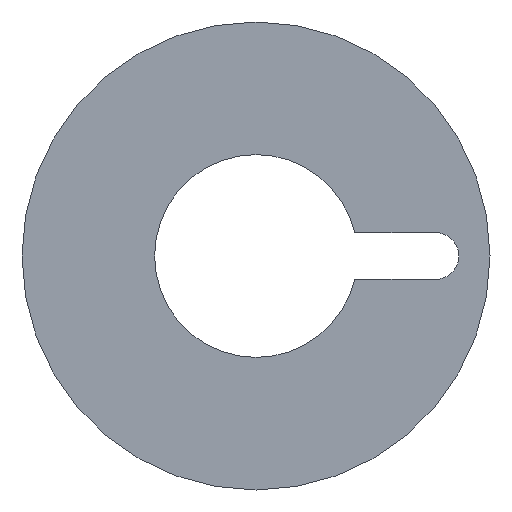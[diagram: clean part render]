
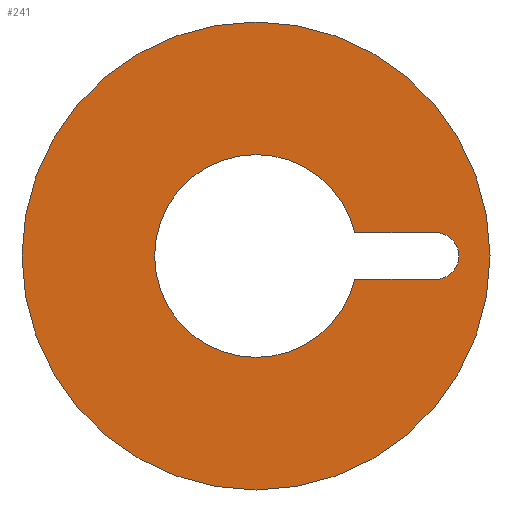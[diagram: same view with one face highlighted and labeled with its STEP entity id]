
A CAD part, front view. The second image highlights one B-rep face of the part: STEP entity #241.
In plain terms, the highlighted planar face has unit normal (0, -1, 0).
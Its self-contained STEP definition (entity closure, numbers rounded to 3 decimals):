
#4 = CARTESIAN_POINT ( 'NONE',  ( 0., 0., 6.5 ) ) ;
#7 = CARTESIAN_POINT ( 'NONE',  ( 6.325, 0., 1.5 ) ) ;
#13 = DIRECTION ( 'NONE',  ( 0., 0., 1. ) ) ;
#16 = VERTEX_POINT ( 'NONE', #274 ) ;
#17 = DIRECTION ( 'NONE',  ( 0., 1., 0. ) ) ;
#22 = CIRCLE ( 'NONE', #44, 6.5 ) ;
#26 = VERTEX_POINT ( 'NONE', #131 ) ;
#27 = ORIENTED_EDGE ( 'NONE', *, *, #139, .T. ) ;
#33 = CIRCLE ( 'NONE', #266, 1.5 ) ;
#39 = DIRECTION ( 'NONE',  ( 0., 0., 1. ) ) ;
#41 = CARTESIAN_POINT ( 'NONE',  ( 0., 0., 0. ) ) ;
#44 = AXIS2_PLACEMENT_3D ( 'NONE', #86, #164, #13 ) ;
#45 = CARTESIAN_POINT ( 'NONE',  ( 0., 0., 0. ) ) ;
#46 = VERTEX_POINT ( 'NONE', #345 ) ;
#48 = DIRECTION ( 'NONE',  ( 0., 1., 0. ) ) ;
#49 = ORIENTED_EDGE ( 'NONE', *, *, #292, .T. ) ;
#52 = ORIENTED_EDGE ( 'NONE', *, *, #286, .T. ) ;
#54 = CARTESIAN_POINT ( 'NONE',  ( 11.5, 0., 0. ) ) ;
#60 = CIRCLE ( 'NONE', #242, 15. ) ;
#81 = DIRECTION ( 'NONE',  ( 0., 0., 1. ) ) ;
#85 = ORIENTED_EDGE ( 'NONE', *, *, #168, .F. ) ;
#86 = CARTESIAN_POINT ( 'NONE',  ( 0., 0., 0. ) ) ;
#89 = EDGE_LOOP ( 'NONE', ( #382, #85 ) ) ;
#92 = AXIS2_PLACEMENT_3D ( 'NONE', #104, #223, #81 ) ;
#104 = CARTESIAN_POINT ( 'NONE',  ( 0., 0., 0. ) ) ;
#107 = LINE ( 'NONE', #278, #137 ) ;
#119 = ORIENTED_EDGE ( 'NONE', *, *, #252, .T. ) ;
#131 = CARTESIAN_POINT ( 'NONE',  ( 11.5, 0., 1.5 ) ) ;
#137 = VECTOR ( 'NONE', #378, 1000. ) ;
#139 = EDGE_CURVE ( 'NONE', #16, #224, #184, .T. ) ;
#148 = VERTEX_POINT ( 'NONE', #319 ) ;
#160 = CIRCLE ( 'NONE', #371, 6.5 ) ;
#164 = DIRECTION ( 'NONE',  ( 0., 1., 0. ) ) ;
#168 = EDGE_CURVE ( 'NONE', #46, #148, #284, .T. ) ;
#169 = LINE ( 'NONE', #318, #269 ) ;
#171 = EDGE_CURVE ( 'NONE', #148, #46, #60, .T. ) ;
#172 = FACE_BOUND ( 'NONE', #339, .T. ) ;
#175 = VERTEX_POINT ( 'NONE', #239 ) ;
#177 = ORIENTED_EDGE ( 'NONE', *, *, #258, .T. ) ;
#184 = CIRCLE ( 'NONE', #217, 6.5 ) ;
#189 = EDGE_CURVE ( 'NONE', #224, #363, #160, .T. ) ;
#191 = DIRECTION ( 'NONE',  ( 1., 0., 0. ) ) ;
#217 = AXIS2_PLACEMENT_3D ( 'NONE', #256, #17, #222 ) ;
#222 = DIRECTION ( 'NONE',  ( 0., 0., 1. ) ) ;
#223 = DIRECTION ( 'NONE',  ( 0., 1., 0. ) ) ;
#224 = VERTEX_POINT ( 'NONE', #246 ) ;
#239 = CARTESIAN_POINT ( 'NONE',  ( 11.5, 0., -1.5 ) ) ;
#241 = ADVANCED_FACE ( 'NONE', ( #172, #322 ), #281, .F. ) ;
#242 = AXIS2_PLACEMENT_3D ( 'NONE', #304, #342, #333 ) ;
#246 = CARTESIAN_POINT ( 'NONE',  ( 0., 0., -6.5 ) ) ;
#248 = DIRECTION ( 'NONE',  ( 0., 1., 0. ) ) ;
#252 = EDGE_CURVE ( 'NONE', #377, #26, #169, .T. ) ;
#254 = DIRECTION ( 'NONE',  ( 0., 1., 0. ) ) ;
#256 = CARTESIAN_POINT ( 'NONE',  ( 0., 0., 0. ) ) ;
#258 = EDGE_CURVE ( 'NONE', #363, #377, #22, .T. ) ;
#261 = ORIENTED_EDGE ( 'NONE', *, *, #189, .T. ) ;
#266 = AXIS2_PLACEMENT_3D ( 'NONE', #54, #254, #282 ) ;
#269 = VECTOR ( 'NONE', #191, 1000. ) ;
#274 = CARTESIAN_POINT ( 'NONE',  ( 6.325, 0., -1.5 ) ) ;
#275 = DIRECTION ( 'NONE',  ( 0., 0., 1. ) ) ;
#278 = CARTESIAN_POINT ( 'NONE',  ( 6.325, 0., -1.5 ) ) ;
#281 = PLANE ( 'NONE',  #92 ) ;
#282 = DIRECTION ( 'NONE',  ( 0., 0., -1. ) ) ;
#284 = CIRCLE ( 'NONE', #376, 15. ) ;
#286 = EDGE_CURVE ( 'NONE', #175, #16, #107, .T. ) ;
#292 = EDGE_CURVE ( 'NONE', #26, #175, #33, .T. ) ;
#304 = CARTESIAN_POINT ( 'NONE',  ( 0., 0., 0. ) ) ;
#318 = CARTESIAN_POINT ( 'NONE',  ( 6.325, 0., 1.5 ) ) ;
#319 = CARTESIAN_POINT ( 'NONE',  ( 0., 0., -15. ) ) ;
#322 = FACE_OUTER_BOUND ( 'NONE', #89, .T. ) ;
#333 = DIRECTION ( 'NONE',  ( 0., 0., 1. ) ) ;
#339 = EDGE_LOOP ( 'NONE', ( #119, #49, #52, #27, #261, #177 ) ) ;
#342 = DIRECTION ( 'NONE',  ( 0., 1., 0. ) ) ;
#345 = CARTESIAN_POINT ( 'NONE',  ( 0., 0., 15. ) ) ;
#363 = VERTEX_POINT ( 'NONE', #4 ) ;
#371 = AXIS2_PLACEMENT_3D ( 'NONE', #41, #48, #275 ) ;
#376 = AXIS2_PLACEMENT_3D ( 'NONE', #45, #248, #39 ) ;
#377 = VERTEX_POINT ( 'NONE', #7 ) ;
#378 = DIRECTION ( 'NONE',  ( -1., 0., 0. ) ) ;
#382 = ORIENTED_EDGE ( 'NONE', *, *, #171, .F. ) ;
